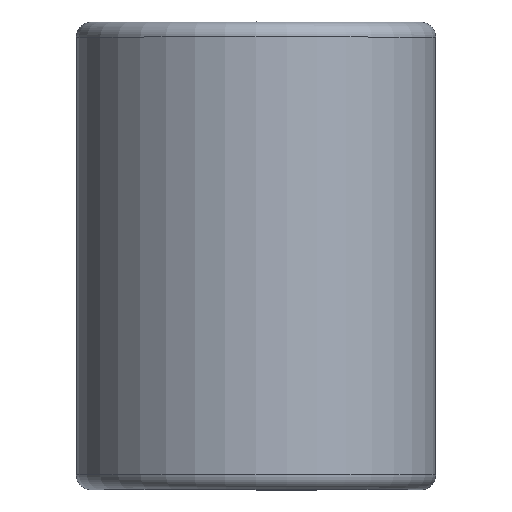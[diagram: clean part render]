
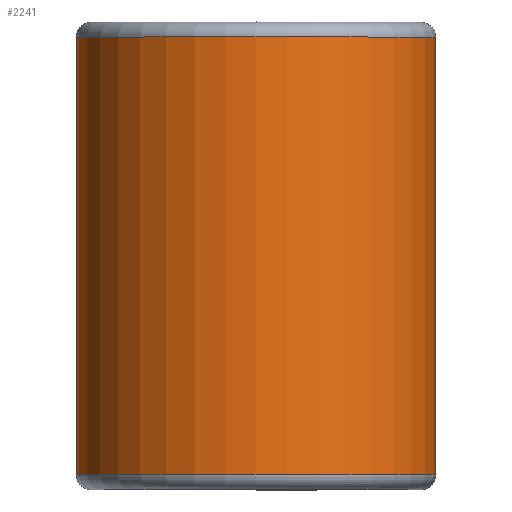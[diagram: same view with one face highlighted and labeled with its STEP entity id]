
A CAD part, top view. The second image highlights one B-rep face of the part: STEP entity #2241.
In plain terms, the highlighted cylindrical face has radius 9.157 mm (diameter 18.313 mm), a partial arc.
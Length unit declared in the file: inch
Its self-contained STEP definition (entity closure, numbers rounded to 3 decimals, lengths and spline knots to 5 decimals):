
#27 = CIRCLE ( 'NONE', #814, 0.3605 ) ;
#128 = ORIENTED_EDGE ( 'NONE', *, *, #1095, .F. ) ;
#219 = VERTEX_POINT ( 'NONE', #1161 ) ;
#220 = VERTEX_POINT ( 'NONE', #1327 ) ;
#234 = DIRECTION ( 'NONE',  ( 0., 1., 0. ) ) ;
#301 = CARTESIAN_POINT ( 'NONE',  ( 0., -0.43875, 0. ) ) ;
#349 = AXIS2_PLACEMENT_3D ( 'NONE', #301, #1588, #510 ) ;
#368 = ORIENTED_EDGE ( 'NONE', *, *, #1236, .T. ) ;
#444 = CIRCLE ( 'NONE', #349, 0.3605 ) ;
#489 = LINE ( 'NONE', #1522, #946 ) ;
#506 = LINE ( 'NONE', #1582, #2330 ) ;
#507 = DIRECTION ( 'NONE',  ( 0., 1., 0. ) ) ;
#510 = DIRECTION ( 'NONE',  ( 0., 0., -1. ) ) ;
#562 = DIRECTION ( 'NONE',  ( 0., -1., 0. ) ) ;
#659 = ORIENTED_EDGE ( 'NONE', *, *, #1559, .T. ) ;
#679 = VERTEX_POINT ( 'NONE', #1037 ) ;
#731 = AXIS2_PLACEMENT_3D ( 'NONE', #1747, #888, #867 ) ;
#814 = AXIS2_PLACEMENT_3D ( 'NONE', #1628, #562, #1798 ) ;
#867 = DIRECTION ( 'NONE',  ( 0., 0., -1. ) ) ;
#888 = DIRECTION ( 'NONE',  ( 0., -1., 0. ) ) ;
#946 = VECTOR ( 'NONE', #234, 39.37008 ) ;
#973 = VERTEX_POINT ( 'NONE', #1605 ) ;
#1037 = CARTESIAN_POINT ( 'NONE',  ( 0.3605, 0.43875, 0. ) ) ;
#1045 = FACE_OUTER_BOUND ( 'NONE', #2320, .T. ) ;
#1095 = EDGE_CURVE ( 'NONE', #220, #973, #444, .T. ) ;
#1113 = ORIENTED_EDGE ( 'NONE', *, *, #1880, .F. ) ;
#1161 = CARTESIAN_POINT ( 'NONE',  ( 0., 0.43875, -0.3605 ) ) ;
#1236 = EDGE_CURVE ( 'NONE', #679, #219, #27, .T. ) ;
#1327 = CARTESIAN_POINT ( 'NONE',  ( 0.3605, -0.43875, 0. ) ) ;
#1522 = CARTESIAN_POINT ( 'NONE',  ( 0., 0.43875, -0.3605 ) ) ;
#1559 = EDGE_CURVE ( 'NONE', #220, #679, #506, .T. ) ;
#1582 = CARTESIAN_POINT ( 'NONE',  ( 0.3605, 0.43875, 0. ) ) ;
#1588 = DIRECTION ( 'NONE',  ( 0., -1., 0. ) ) ;
#1605 = CARTESIAN_POINT ( 'NONE',  ( 0., -0.43875, -0.3605 ) ) ;
#1628 = CARTESIAN_POINT ( 'NONE',  ( 0., 0.43875, 0. ) ) ;
#1747 = CARTESIAN_POINT ( 'NONE',  ( 0., 0.4375, 0. ) ) ;
#1798 = DIRECTION ( 'NONE',  ( 0., 0., -1. ) ) ;
#1880 = EDGE_CURVE ( 'NONE', #973, #219, #489, .T. ) ;
#2131 = CYLINDRICAL_SURFACE ( 'NONE', #731, 0.3605 ) ;
#2241 = ADVANCED_FACE ( 'NONE', ( #1045 ), #2131, .T. ) ;
#2320 = EDGE_LOOP ( 'NONE', ( #659, #368, #1113, #128 ) ) ;
#2330 = VECTOR ( 'NONE', #507, 39.37008 ) ;
